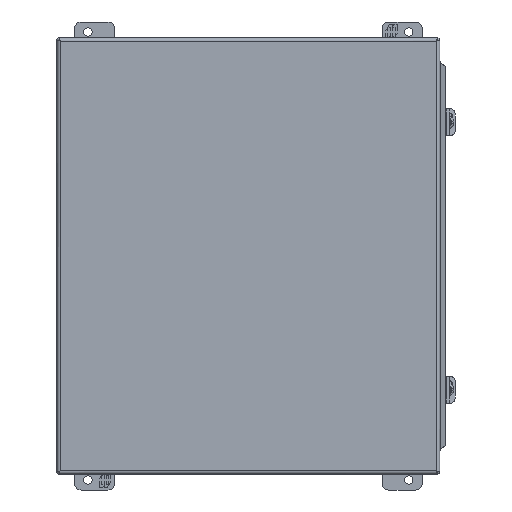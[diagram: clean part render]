
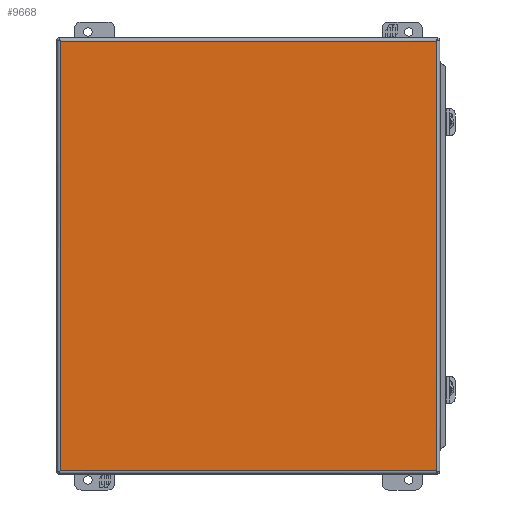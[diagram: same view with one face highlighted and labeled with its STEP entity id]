
A CAD part, front view. The second image highlights one B-rep face of the part: STEP entity #9668.
In plain terms, the highlighted planar face has unit normal (0, -1, 0).
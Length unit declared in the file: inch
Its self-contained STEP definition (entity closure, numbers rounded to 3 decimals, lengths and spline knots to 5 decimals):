
#4149 = VECTOR ( 'NONE', #22385, 39.37008 ) ;
#4294 = PLANE ( 'NONE',  #25261 ) ;
#6235 = EDGE_CURVE ( 'NONE', #9510, #24277, #25644, .T. ) ;
#7318 = CARTESIAN_POINT ( 'NONE',  ( 7.0378, -10.19685, -8.0378 ) ) ;
#9510 = VERTEX_POINT ( 'NONE', #32940 ) ;
#9668 = ADVANCED_FACE ( 'NONE', ( #21020 ), #4294, .T. ) ;
#10474 = VERTEX_POINT ( 'NONE', #23807 ) ;
#10647 = ORIENTED_EDGE ( 'NONE', *, *, #34899, .T. ) ;
#10906 = DIRECTION ( 'NONE',  ( 1., 0., 0. ) ) ;
#12093 = LINE ( 'NONE', #28441, #4149 ) ;
#13363 = VECTOR ( 'NONE', #27347, 39.37008 ) ;
#14612 = LINE ( 'NONE', #25502, #21679 ) ;
#15843 = LINE ( 'NONE', #19756, #36079 ) ;
#16373 = DIRECTION ( 'NONE',  ( 0., 0., -1. ) ) ;
#19756 = CARTESIAN_POINT ( 'NONE',  ( 7.15591, -10.19685, -8.0378 ) ) ;
#20767 = ORIENTED_EDGE ( 'NONE', *, *, #34749, .T. ) ;
#21020 = FACE_OUTER_BOUND ( 'NONE', #24108, .T. ) ;
#21378 = CARTESIAN_POINT ( 'NONE',  ( 0., -10.19685, 0. ) ) ;
#21679 = VECTOR ( 'NONE', #31514, 39.37008 ) ;
#22347 = EDGE_CURVE ( 'NONE', #24075, #10474, #14612, .T. ) ;
#22385 = DIRECTION ( 'NONE',  ( -1., 0., 0. ) ) ;
#23807 = CARTESIAN_POINT ( 'NONE',  ( 7.0378, -10.19685, 8.0378 ) ) ;
#24075 = VERTEX_POINT ( 'NONE', #7318 ) ;
#24108 = EDGE_LOOP ( 'NONE', ( #31406, #10647, #35370, #20767 ) ) ;
#24178 = CARTESIAN_POINT ( 'NONE',  ( -7.0378, -10.19685, -8.15591 ) ) ;
#24277 = VERTEX_POINT ( 'NONE', #29042 ) ;
#25261 = AXIS2_PLACEMENT_3D ( 'NONE', #21378, #28103, #16373 ) ;
#25502 = CARTESIAN_POINT ( 'NONE',  ( 7.0378, -10.19685, 8.15591 ) ) ;
#25644 = LINE ( 'NONE', #24178, #13363 ) ;
#27347 = DIRECTION ( 'NONE',  ( 0., 0., -1. ) ) ;
#28103 = DIRECTION ( 'NONE',  ( 0., -1., 0. ) ) ;
#28441 = CARTESIAN_POINT ( 'NONE',  ( -7.15591, -10.19685, 8.0378 ) ) ;
#29042 = CARTESIAN_POINT ( 'NONE',  ( -7.0378, -10.19685, -8.0378 ) ) ;
#31406 = ORIENTED_EDGE ( 'NONE', *, *, #6235, .T. ) ;
#31514 = DIRECTION ( 'NONE',  ( 0., 0., 1. ) ) ;
#32940 = CARTESIAN_POINT ( 'NONE',  ( -7.0378, -10.19685, 8.0378 ) ) ;
#34749 = EDGE_CURVE ( 'NONE', #10474, #9510, #12093, .T. ) ;
#34899 = EDGE_CURVE ( 'NONE', #24277, #24075, #15843, .T. ) ;
#35370 = ORIENTED_EDGE ( 'NONE', *, *, #22347, .T. ) ;
#36079 = VECTOR ( 'NONE', #10906, 39.37008 ) ;
